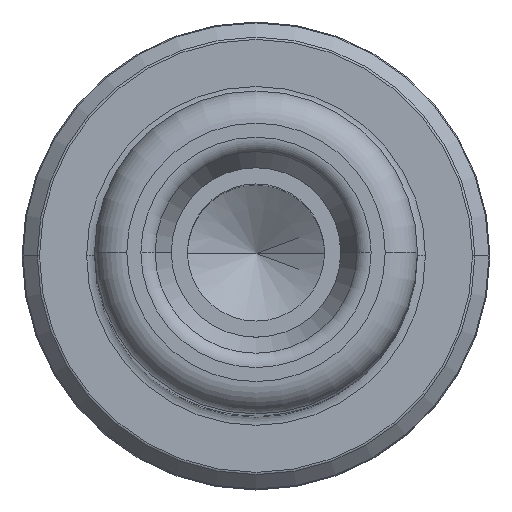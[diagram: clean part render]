
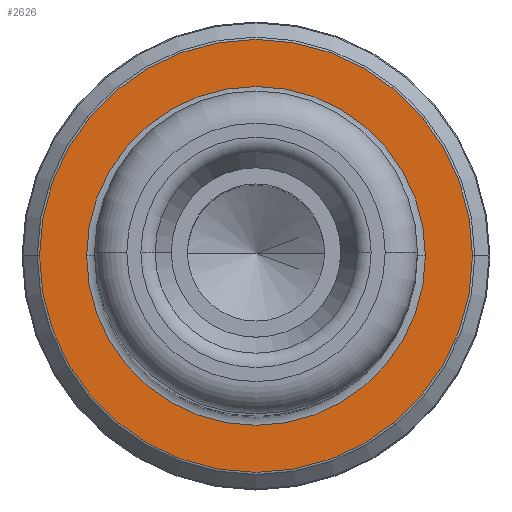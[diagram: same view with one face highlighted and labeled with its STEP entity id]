
A CAD part, top view. The second image highlights one B-rep face of the part: STEP entity #2626.
In plain terms, the highlighted planar face has unit normal (0, 0, 1).
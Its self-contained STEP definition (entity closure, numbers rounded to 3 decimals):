
#33 = DIRECTION ( 'NONE',  ( -1., 0., 0. ) ) ;
#107 = DIRECTION ( 'NONE',  ( 0., 0., 1. ) ) ;
#127 = EDGE_CURVE ( 'NONE', #2443, #3238, #2148, .T. ) ;
#165 = CARTESIAN_POINT ( 'NONE',  ( 13.417, 0., 20. ) ) ;
#286 = CARTESIAN_POINT ( 'NONE',  ( 0., 0., 20. ) ) ;
#564 = EDGE_LOOP ( 'NONE', ( #3988, #3002 ) ) ;
#728 = CIRCLE ( 'NONE', #3316, 10.5 ) ;
#749 = CIRCLE ( 'NONE', #2825, 13.417 ) ;
#767 = CIRCLE ( 'NONE', #3036, 13.417 ) ;
#905 = DIRECTION ( 'NONE',  ( 0., 0., -1. ) ) ;
#920 = EDGE_CURVE ( 'NONE', #1796, #3216, #749, .T. ) ;
#1167 = CARTESIAN_POINT ( 'NONE',  ( 0., 0., 20. ) ) ;
#1247 = EDGE_CURVE ( 'NONE', #3216, #1796, #767, .T. ) ;
#1504 = AXIS2_PLACEMENT_3D ( 'NONE', #286, #905, #33 ) ;
#1554 = PLANE ( 'NONE',  #2287 ) ;
#1735 = DIRECTION ( 'NONE',  ( 0., 0., -1. ) ) ;
#1796 = VERTEX_POINT ( 'NONE', #165 ) ;
#1910 = CARTESIAN_POINT ( 'NONE',  ( 0., 0., 20. ) ) ;
#1947 = CARTESIAN_POINT ( 'NONE',  ( -13.417, 0., 20. ) ) ;
#2148 = CIRCLE ( 'NONE', #1504, 10.5 ) ;
#2287 = AXIS2_PLACEMENT_3D ( 'NONE', #1910, #2519, #3401 ) ;
#2328 = DIRECTION ( 'NONE',  ( 0., 0., 1. ) ) ;
#2383 = DIRECTION ( 'NONE',  ( -1., 0., 0. ) ) ;
#2436 = EDGE_CURVE ( 'NONE', #3238, #2443, #728, .T. ) ;
#2443 = VERTEX_POINT ( 'NONE', #2967 ) ;
#2519 = DIRECTION ( 'NONE',  ( 0., 0., 1. ) ) ;
#2626 = ADVANCED_FACE ( 'NONE', ( #3117, #3385 ), #1554, .T. ) ;
#2637 = CARTESIAN_POINT ( 'NONE',  ( 0., 0., 20. ) ) ;
#2825 = AXIS2_PLACEMENT_3D ( 'NONE', #3836, #2328, #3614 ) ;
#2858 = CARTESIAN_POINT ( 'NONE',  ( -10.5, 0., 20. ) ) ;
#2894 = DIRECTION ( 'NONE',  ( 1., 0., 0. ) ) ;
#2967 = CARTESIAN_POINT ( 'NONE',  ( 10.5, 0., 20. ) ) ;
#3002 = ORIENTED_EDGE ( 'NONE', *, *, #127, .T. ) ;
#3036 = AXIS2_PLACEMENT_3D ( 'NONE', #2637, #107, #2894 ) ;
#3117 = FACE_BOUND ( 'NONE', #564, .T. ) ;
#3216 = VERTEX_POINT ( 'NONE', #1947 ) ;
#3238 = VERTEX_POINT ( 'NONE', #2858 ) ;
#3316 = AXIS2_PLACEMENT_3D ( 'NONE', #1167, #1735, #2383 ) ;
#3385 = FACE_OUTER_BOUND ( 'NONE', #3907, .T. ) ;
#3401 = DIRECTION ( 'NONE',  ( 1., 0., 0. ) ) ;
#3614 = DIRECTION ( 'NONE',  ( 1., 0., 0. ) ) ;
#3621 = ORIENTED_EDGE ( 'NONE', *, *, #1247, .T. ) ;
#3700 = ORIENTED_EDGE ( 'NONE', *, *, #920, .T. ) ;
#3836 = CARTESIAN_POINT ( 'NONE',  ( 0., 0., 20. ) ) ;
#3907 = EDGE_LOOP ( 'NONE', ( #3700, #3621 ) ) ;
#3988 = ORIENTED_EDGE ( 'NONE', *, *, #2436, .T. ) ;
